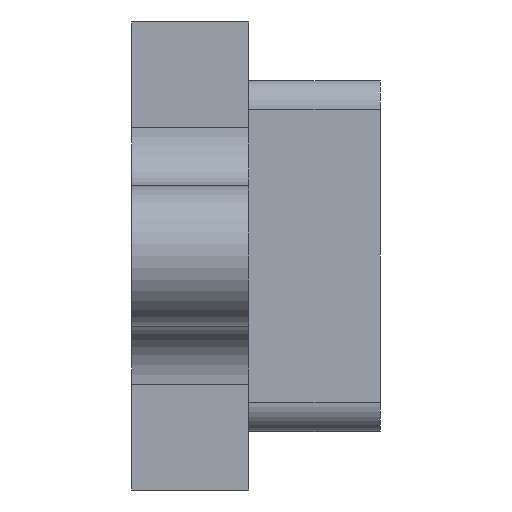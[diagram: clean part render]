
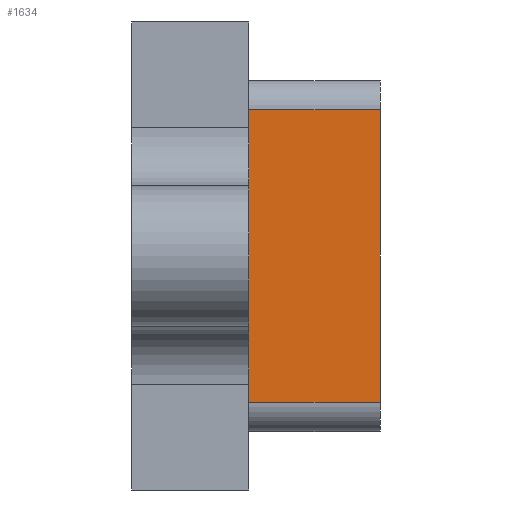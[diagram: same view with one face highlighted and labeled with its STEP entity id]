
A CAD part, left-side view. The second image highlights one B-rep face of the part: STEP entity #1634.
In plain terms, the highlighted planar face has unit normal (-1, 0, 0).
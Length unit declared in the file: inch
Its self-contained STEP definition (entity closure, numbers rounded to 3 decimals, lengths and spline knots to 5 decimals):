
#62 = VERTEX_POINT ( 'NONE', #1175 ) ;
#115 = CARTESIAN_POINT ( 'NONE',  ( -1.075, 0., -0.5 ) ) ;
#128 = DIRECTION ( 'NONE',  ( 0., 0., -1. ) ) ;
#135 = EDGE_CURVE ( 'NONE', #1011, #1424, #1574, .T. ) ;
#143 = ORIENTED_EDGE ( 'NONE', *, *, #870, .T. ) ;
#148 = VECTOR ( 'NONE', #661, 39.37008 ) ;
#154 = LINE ( 'NONE', #1414, #939 ) ;
#160 = FACE_OUTER_BOUND ( 'NONE', #1374, .T. ) ;
#286 = CARTESIAN_POINT ( 'NONE',  ( -1.075, -0.45, 0.5 ) ) ;
#289 = CARTESIAN_POINT ( 'NONE',  ( -1.075, -0.45, -0.5 ) ) ;
#334 = CARTESIAN_POINT ( 'NONE',  ( -1.075, 0., -0.6 ) ) ;
#416 = CARTESIAN_POINT ( 'NONE',  ( -1.075, -0.45, -0.5 ) ) ;
#426 = LINE ( 'NONE', #416, #855 ) ;
#497 = VECTOR ( 'NONE', #941, 39.37008 ) ;
#551 = LINE ( 'NONE', #286, #148 ) ;
#559 = EDGE_CURVE ( 'NONE', #62, #1011, #551, .T. ) ;
#570 = ORIENTED_EDGE ( 'NONE', *, *, #1070, .F. ) ;
#645 = CARTESIAN_POINT ( 'NONE',  ( -1.075, -0.45, -0.6 ) ) ;
#661 = DIRECTION ( 'NONE',  ( 0., 1., 0. ) ) ;
#716 = CARTESIAN_POINT ( 'NONE',  ( -1.075, 0., 0.5 ) ) ;
#784 = DIRECTION ( 'NONE',  ( 0., -1., 0. ) ) ;
#823 = VERTEX_POINT ( 'NONE', #289 ) ;
#855 = VECTOR ( 'NONE', #784, 39.37008 ) ;
#858 = AXIS2_PLACEMENT_3D ( 'NONE', #645, #1260, #1132 ) ;
#870 = EDGE_CURVE ( 'NONE', #1424, #823, #426, .T. ) ;
#939 = VECTOR ( 'NONE', #128, 39.37008 ) ;
#941 = DIRECTION ( 'NONE',  ( 0., 0., -1. ) ) ;
#1011 = VERTEX_POINT ( 'NONE', #716 ) ;
#1070 = EDGE_CURVE ( 'NONE', #62, #823, #154, .T. ) ;
#1132 = DIRECTION ( 'NONE',  ( 0., 0., -1. ) ) ;
#1175 = CARTESIAN_POINT ( 'NONE',  ( -1.075, -0.45, 0.5 ) ) ;
#1184 = ORIENTED_EDGE ( 'NONE', *, *, #135, .T. ) ;
#1260 = DIRECTION ( 'NONE',  ( 1., 0., 0. ) ) ;
#1285 = PLANE ( 'NONE',  #858 ) ;
#1318 = ORIENTED_EDGE ( 'NONE', *, *, #559, .T. ) ;
#1374 = EDGE_LOOP ( 'NONE', ( #570, #1318, #1184, #143 ) ) ;
#1414 = CARTESIAN_POINT ( 'NONE',  ( -1.075, -0.45, -0.6 ) ) ;
#1424 = VERTEX_POINT ( 'NONE', #115 ) ;
#1574 = LINE ( 'NONE', #334, #497 ) ;
#1634 = ADVANCED_FACE ( 'NONE', ( #160 ), #1285, .F. ) ;
